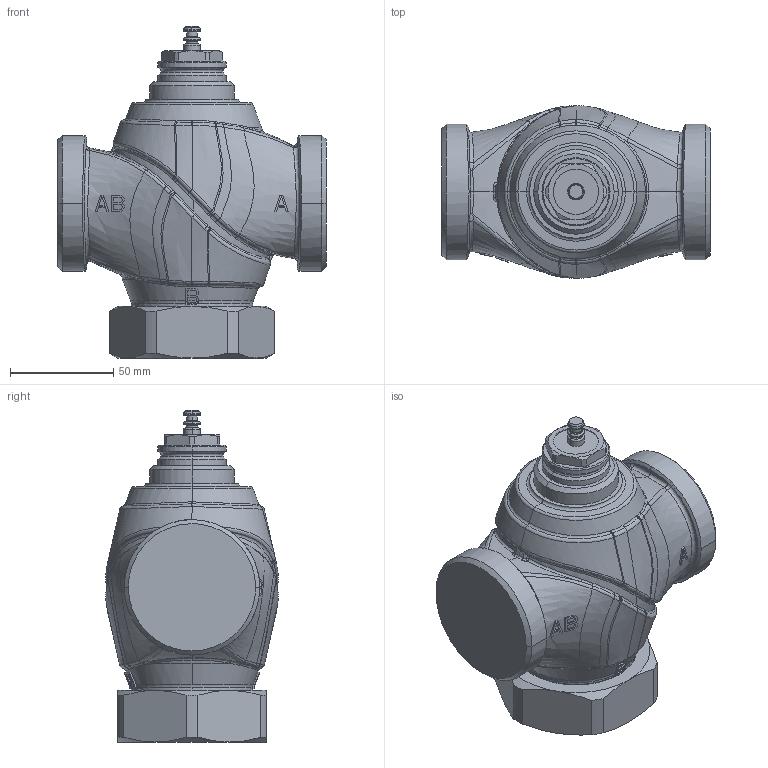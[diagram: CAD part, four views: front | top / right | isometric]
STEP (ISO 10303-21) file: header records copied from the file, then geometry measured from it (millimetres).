
FILE_DESCRIPTION(('CATIA V5 STEP Exchange','CAx-IF Rec.Pracs.--- Model Styling and Organization---1.4--- 2014-01-23','CAx-IF Rec.Pracs.---3D Tessellated Data Validation Properties---0.5---2014-09-14'),'2;1');
FILE_NAME('STEP_636800_-_TST.stp','2021-06-08T06:35:11+00:00',('none'),('none'),'CATIA Version 5-6 Release 2019 SP3','CATIA V5 STEP AP242 v1','none');
FILE_SCHEMA(('AP242_MANAGED_MODEL_BASED_3D_ENGINEERING_MIM_LF {1 0 10303 442 1 1 4}'));
Products named in the file (1): 636800 - TST
Bounding box: 130 x 83.56 x 161 mm (x, y, z)
Volume: 758403.1 mm3; surface area: 56320.2 mm2
Topology: 1 solids, 1 shells, 648 faces, 1628 edges, 998 vertices
Faces by surface type: bspline 288, extrusion 177, cone 50, cylinder 47, plane 44, torus 38, sphere 4
Entity records: 51283 total; most frequent: CARTESIAN_POINT 40124, ORIENTED_EDGE 3248, EDGE_CURVE 1624, B_SPLINE_CURVE_WITH_KNOTS 1117, VERTEX_POINT 998, DIRECTION 775, EDGE_LOOP 668, ADVANCED_FACE 648
